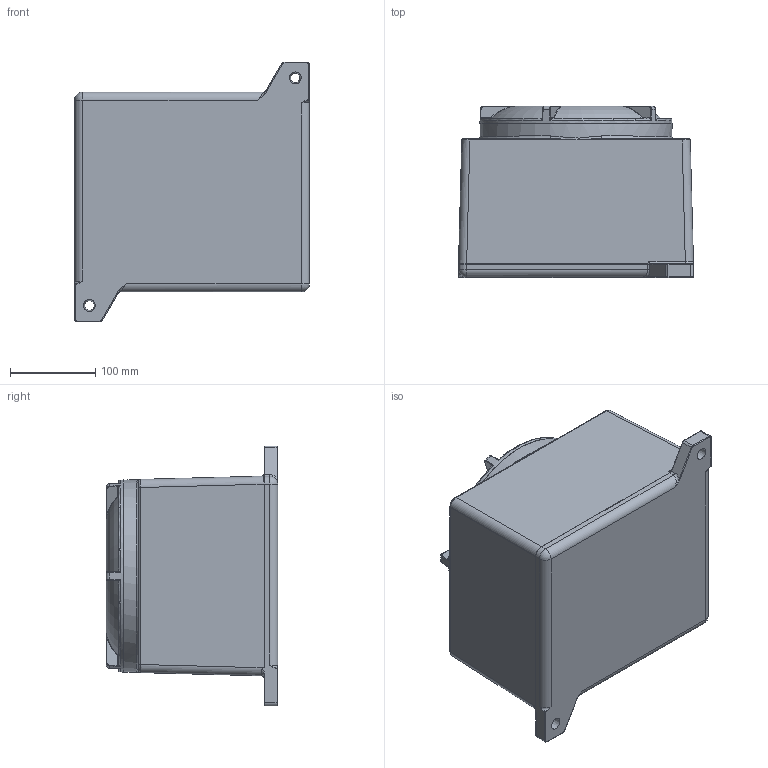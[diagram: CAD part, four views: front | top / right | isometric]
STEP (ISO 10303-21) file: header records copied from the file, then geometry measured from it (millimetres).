
FILE_DESCRIPTION(/* description */ ('GRL BOX WITH BLANK COVER'),/* implementation_level */ '2;1');
FILE_NAME(/* name */ 'KIL_GRL.stp',/* time_stamp */ '2017-12-13T20:04:27+06:00',/* author */ ('ypadmaraja'),/* organization */ (''),/* preprocessor_version */ 'ST-DEVELOPER v16.13',/* originating_system */ 'Autodesk Inventor 2018',/* authorisation */ '');
FILE_SCHEMA (('AUTOMOTIVE_DESIGN { 1 0 10303 214 3 1 1 }'));
Products named in the file (3): GRL; 17810; 17812
Assembly tree (2 placements, depth 2):
  GRL
    17810
    17812
Bounding box: 275.43 x 200.91 x 304 mm (x, y, z)
Volume: 4552742.3 mm3; surface area: 608464 mm2
Topology: 2 solids, 2 shells, 4261 faces, 11510 edges, 7608 vertices
Faces by surface type: plane 2682, bspline 1396, cylinder 125, torus 30, cone 16, sphere 12
Full cylindrical faces by diameter (mm): 2.184 x8, 3.302 x1, 3.683 x1, 8.781 x1, 10.82 x1, 15.875 x1, 16.992 x1, 21.818 x1, 23.812 x1, 76.2 x1, 190.5 x1, 200.025 x1, 202.844 x1, 205.41 x1, 211.938 x1, 225.425 x1
Entity records: 142115 total; most frequent: CARTESIAN_POINT 44420, ORIENTED_EDGE 22872, DIRECTION 14842, EDGE_CURVE 11434, LINE 8264, VECTOR 8264, VERTEX_POINT 7586, EDGE_LOOP 4676
